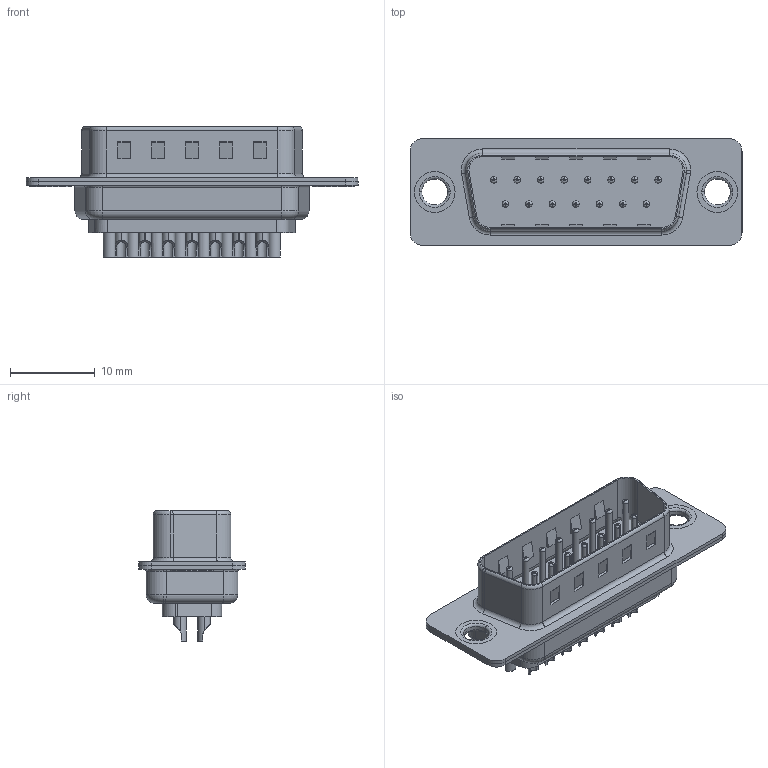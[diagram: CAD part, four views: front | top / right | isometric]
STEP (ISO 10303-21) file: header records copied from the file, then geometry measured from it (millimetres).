
FILE_DESCRIPTION (( 'STEP AP203' ), '1' );
FILE_NAME ('627-015-622-241.STEP', '2020-07-14T13:31:25', ( '' ), ( '' ), 'SwSTEP 2.0', 'SolidWorks 2020', '' );
FILE_SCHEMA (( 'CONFIG_CONTROL_DESIGN' ));
Length unit declared in the file: millimetre
Products named in the file (7): 627-015-622-241; 627 Thru Hole Rivet; 627 Contact Row 2_22L; 627 Housing_15 LP; 627 Contact Row 1_22L; 627 Shell Front_15 Contacts; 627 Shell Rear_15 Contacts
Assembly tree (20 placements, depth 2):
  627-015-622-241
    627 Housing_15 LP
    627 Shell Front_15 Contacts
    627 Shell Rear_15 Contacts
    627 Contact Row 1_22L  x8
    627 Contact Row 2_22L  x7
    627 Thru Hole Rivet  x2
Bounding box: 39.15 x 12.6 x 15.35 mm (x, y, z)
Volume: 1758 mm3; surface area: 5278.4 mm2
Topology: 20 solids, 20 shells, 1274 faces, 3235 edges, 2042 vertices
Faces by surface type: cylinder 552, torus 373, plane 349
Entity records: 17049 total; most frequent: DIRECTION 2989, CARTESIAN_POINT 2816, ORIENTED_EDGE 2594, EDGE_CURVE 1297, AXIS2_PLACEMENT_3D 1182, VERTEX_POINT 822, CIRCLE 633, EDGE_LOOP 629
